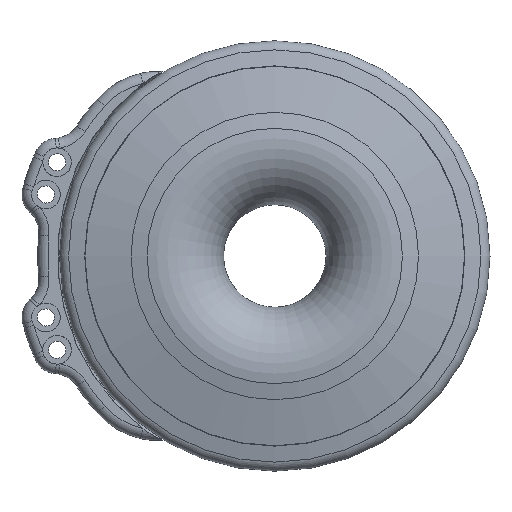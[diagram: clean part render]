
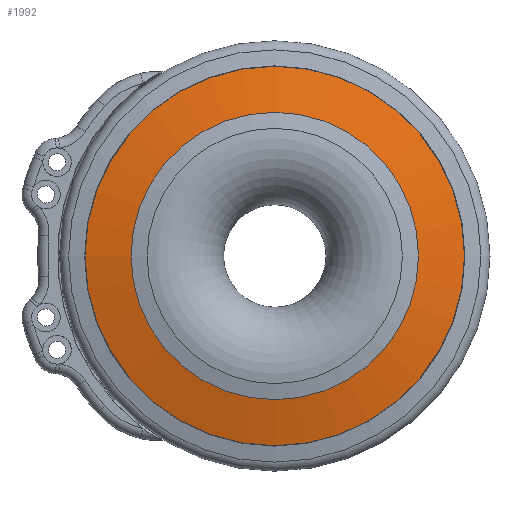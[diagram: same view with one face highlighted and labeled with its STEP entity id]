
A CAD part, left-side view. The second image highlights one B-rep face of the part: STEP entity #1992.
In plain terms, the highlighted conical face has half-angle 76 degrees and reference radius 24.377 mm.
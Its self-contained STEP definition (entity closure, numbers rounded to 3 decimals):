
#207=FACE_OUTER_BOUND('',#341,.T.);
#341=EDGE_LOOP('',(#1334,#1335,#1336,#1337));
#487=LINE('',#3270,#544);
#544=VECTOR('',#2502,24.377);
#601=CIRCLE('',#2142,27.773);
#602=CIRCLE('',#2143,20.981);
#814=VERTEX_POINT('',#3267);
#815=VERTEX_POINT('',#3269);
#1010=EDGE_CURVE('',#814,#814,#601,.T.);
#1011=EDGE_CURVE('',#814,#815,#487,.T.);
#1012=EDGE_CURVE('',#815,#815,#602,.T.);
#1334=ORIENTED_EDGE('',*,*,#1010,.F.);
#1335=ORIENTED_EDGE('',*,*,#1011,.T.);
#1336=ORIENTED_EDGE('',*,*,#1012,.T.);
#1337=ORIENTED_EDGE('',*,*,#1011,.F.);
#1982=CONICAL_SURFACE('',#2141,24.377,1.326);
#1992=ADVANCED_FACE('',(#207),#1982,.T.);
#2141=AXIS2_PLACEMENT_3D('',#3266,#2498,#2499);
#2142=AXIS2_PLACEMENT_3D('',#3268,#2500,#2501);
#2143=AXIS2_PLACEMENT_3D('',#3271,#2503,#2504);
#2498=DIRECTION('center_axis',(1.,0.,0.));
#2499=DIRECTION('ref_axis',(0.,1.,0.));
#2500=DIRECTION('center_axis',(1.,0.,0.));
#2501=DIRECTION('ref_axis',(0.,0.,1.));
#2502=DIRECTION('',(-0.242,0.97,0.));
#2503=DIRECTION('center_axis',(1.,0.,0.));
#2504=DIRECTION('ref_axis',(0.,0.,1.));
#3266=CARTESIAN_POINT('Origin',(-11.687,0.,0.));
#3267=CARTESIAN_POINT('',(-10.84,-27.773,0.));
#3268=CARTESIAN_POINT('Origin',(-10.84,0.,0.));
#3269=CARTESIAN_POINT('',(-12.534,-20.981,0.));
#3270=CARTESIAN_POINT('',(-11.687,-24.377,0.));
#3271=CARTESIAN_POINT('Origin',(-12.534,0.,0.));
